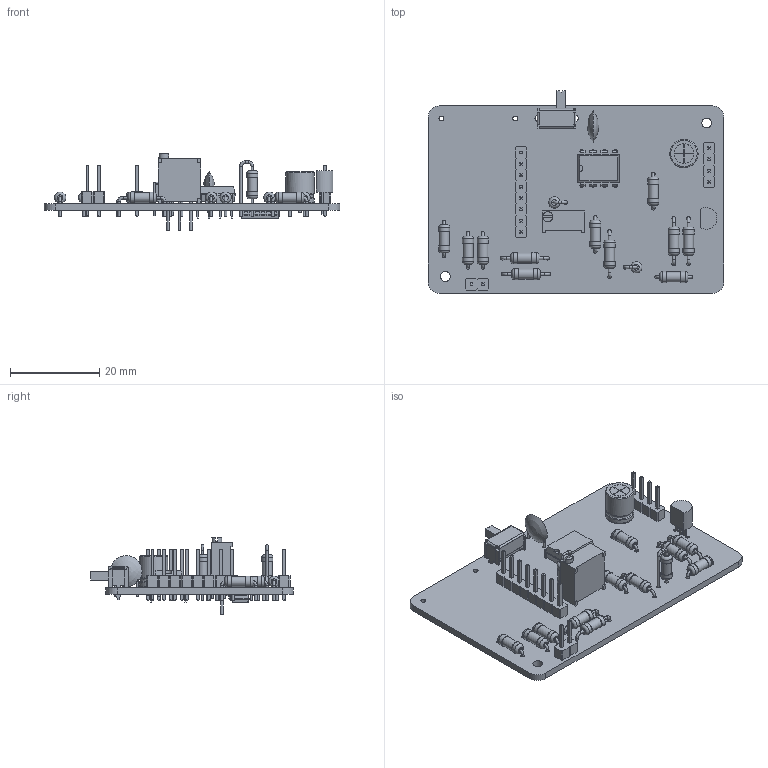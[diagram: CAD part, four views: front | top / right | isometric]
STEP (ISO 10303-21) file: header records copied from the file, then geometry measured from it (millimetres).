
FILE_DESCRIPTION(('KiCad electronic assembly'),'2;1');
FILE_NAME('CircuitBlockVoltmeter.step','2025-06-12T16:41:29',('Pcbnew'), ('Kicad'),'Open CASCADE STEP processor 7.8','KiCad to STEP converter', 'Unknown');
FILE_SCHEMA(('AUTOMOTIVE_DESIGN { 1 0 10303 214 1 1 1 1 }'));
Length unit declared in the file: millimetre
Products named in the file (15): CircuitBlockVoltmeter 1; R_Axial_DIN0207_L6.3mm_D2.5mm_P10.16mm_Horizontal; PinHeader_1x02_P2.54mm_Vertical; PinHeader_1x08_P2.54mm_Vertical; R_Axial_DIN0207_L6.3mm_D2.5mm_P7.62mm_Horizontal; C_Radial_D6.3mm_H7.0mm_P2.50mm; PinHeader_1x04_P2.54mm_Vertical; SW_Slide_SPDT_Angled_CK_OS102011MA1Q; R_Axial_DIN0207_L6.3mm_D2.5mm_P2.54mm_Vertical; DIP-8_W7.62mm; TO-92_Inline; Potentiometer_Bourns_3296W_Vertical; C_Disc_D7.0mm_W2.5mm_P5.00mm; SOIC-14_3.9x8.7mm_P1.27mm; CircuitBlockVoltmeter_PCB
Assembly tree (24 placements, depth 2):
  CircuitBlockVoltmeter 1
    R_Axial_DIN0207_L6.3mm_D2.5mm_P10.16mm_Horizontal  x5
    PinHeader_1x02_P2.54mm_Vertical
    PinHeader_1x08_P2.54mm_Vertical
    R_Axial_DIN0207_L6.3mm_D2.5mm_P7.62mm_Horizontal  x6
    C_Radial_D6.3mm_H7.0mm_P2.50mm
    PinHeader_1x04_P2.54mm_Vertical
    SW_Slide_SPDT_Angled_CK_OS102011MA1Q
    R_Axial_DIN0207_L6.3mm_D2.5mm_P2.54mm_Vertical  x2
    DIP-8_W7.62mm
    TO-92_Inline
    Potentiometer_Bourns_3296W_Vertical
    C_Disc_D7.0mm_W2.5mm_P5.00mm
    SOIC-14_3.9x8.7mm_P1.27mm
    CircuitBlockVoltmeter_PCB
Bounding box: 66.04 x 45.35 x 17.07 mm (x, y, z)
Volume: 5880.9 mm3; surface area: 9528 mm2
Topology: 29 solids, 30 shells, 1336 faces, 3127 edges, 1941 vertices
Faces by surface type: plane 963, cylinder 252, bspline 60, torus 53, revolution 6, sphere 2
Full cylindrical faces by diameter (mm): 0.5 x2, 0.51 x3, 0.6 x43, 0.75 x3, 0.8 x45, 0.9 x3, 1 x2, 1.092 x10, 1.5 x2, 2.19 x1, 2.2 x2, 2.25 x13, 2.5 x26, 4.41 x3, 6.3 x2
Entity records: 43768 total; most frequent: CARTESIAN_POINT 7855, ORIENTED_EDGE 5750, DIRECTION 5524, EDGE_CURVE 2875, LINE 2376, VECTOR 2376, VERTEX_POINT 1791, AXIS2_PLACEMENT_3D 1571
